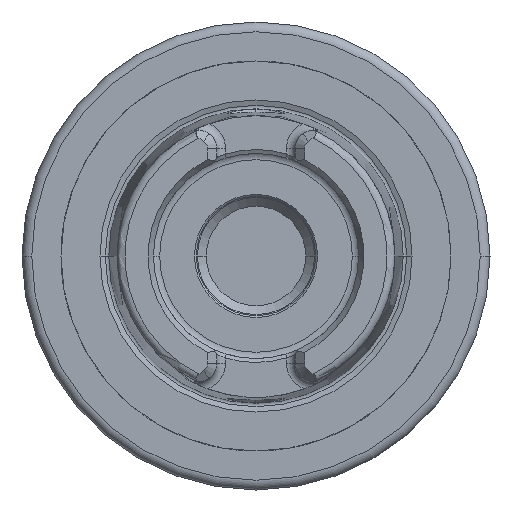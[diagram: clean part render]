
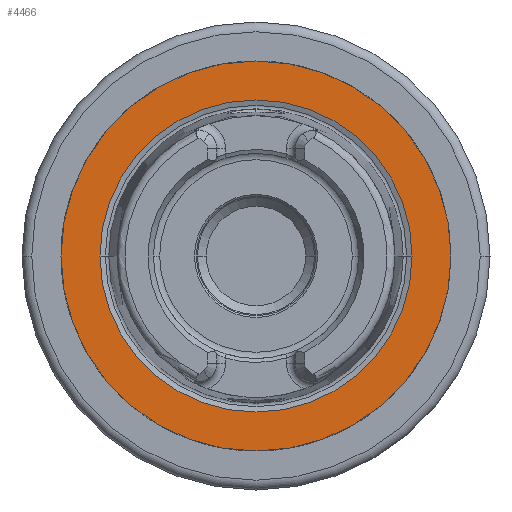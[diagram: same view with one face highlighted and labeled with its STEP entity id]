
A CAD part, left-side view. The second image highlights one B-rep face of the part: STEP entity #4466.
In plain terms, the highlighted planar face has unit normal (-1, 0, 0).
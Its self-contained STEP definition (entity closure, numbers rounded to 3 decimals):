
#848=CARTESIAN_POINT('',(0.,0.,0.));
#849=DIRECTION('',(1.,0.,0.));
#850=DIRECTION('',(0.,1.,0.));
#851=AXIS2_PLACEMENT_3D('',#848,#849,#850);
#853=CARTESIAN_POINT('',(0.,0.,0.));
#854=DIRECTION('',(-1.,0.,0.));
#855=DIRECTION('',(0.,1.,0.));
#856=AXIS2_PLACEMENT_3D('',#853,#854,#855);
#858=CARTESIAN_POINT('',(0.,0.,0.));
#859=DIRECTION('',(-1.,0.,0.));
#860=DIRECTION('',(0.,-1.,0.));
#861=AXIS2_PLACEMENT_3D('',#858,#859,#860);
#863=CARTESIAN_POINT('',(0.,0.,0.));
#864=DIRECTION('',(-1.,0.,0.));
#865=DIRECTION('',(0.,1.,0.));
#866=AXIS2_PLACEMENT_3D('',#863,#864,#865);
#2937=CARTESIAN_POINT('',(0.,-16.004,0.));
#2938=VERTEX_POINT('',#2937);
#2939=CARTESIAN_POINT('',(0.,16.004,0.));
#2940=VERTEX_POINT('',#2939);
#3287=CARTESIAN_POINT('',(0.,20.,0.));
#3288=CARTESIAN_POINT('',(0.,-20.,0.));
#3289=VERTEX_POINT('',#3287);
#3290=VERTEX_POINT('',#3288);
#4451=CARTESIAN_POINT('',(0.,0.,0.));
#4452=DIRECTION('',(1.,0.,0.));
#4453=DIRECTION('',(0.,-1.,0.));
#4454=AXIS2_PLACEMENT_3D('',#4451,#4452,#4453);
#4455=PLANE('',#4454);
#4457=ORIENTED_EDGE('',*,*,#4456,.T.);
#4459=ORIENTED_EDGE('',*,*,#4458,.F.);
#4460=EDGE_LOOP('',(#4457,#4459));
#4461=FACE_OUTER_BOUND('',#4460,.F.);
#4462=ORIENTED_EDGE('',*,*,#4446,.T.);
#4463=ORIENTED_EDGE('',*,*,#4430,.T.);
#4464=EDGE_LOOP('',(#4462,#4463));
#4465=FACE_BOUND('',#4464,.F.);
#4466=ADVANCED_FACE('',(#4461,#4465),#4455,.F.);
#852=CIRCLE('',#851,20.);
#857=CIRCLE('',#856,20.);
#862=CIRCLE('',#861,16.004);
#867=CIRCLE('',#866,16.004);
#4430=EDGE_CURVE('',#2940,#2938,#867,.T.);
#4446=EDGE_CURVE('',#2938,#2940,#862,.T.);
#4456=EDGE_CURVE('',#3289,#3290,#852,.T.);
#4458=EDGE_CURVE('',#3289,#3290,#857,.T.);
